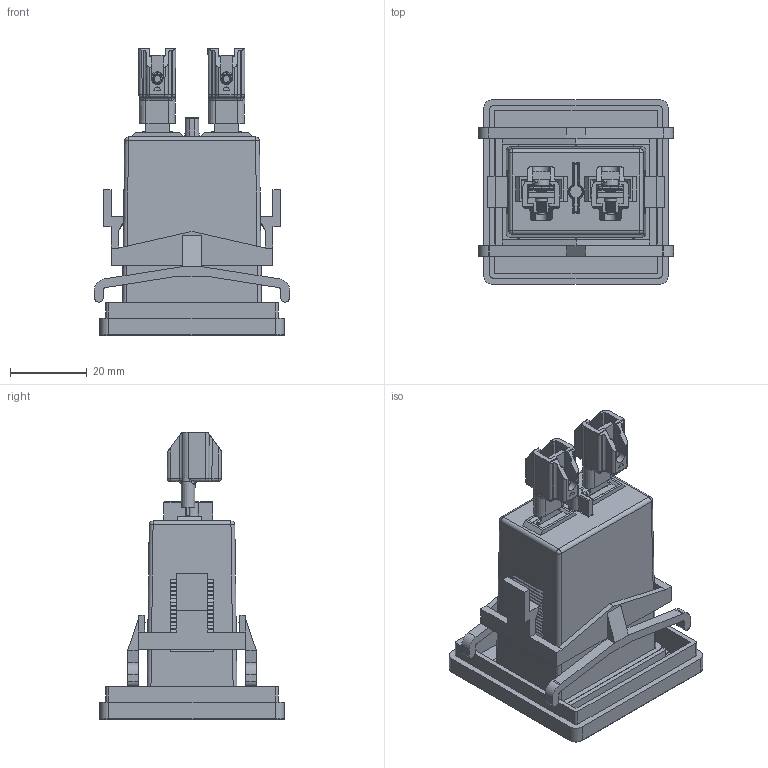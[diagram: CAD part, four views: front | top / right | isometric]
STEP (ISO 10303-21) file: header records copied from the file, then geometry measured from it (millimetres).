
FILE_DESCRIPTION( ( 'Unknown' ), '1' );
FILE_NAME( 'LA25F1_SQUARE BEZEL (22.08.23).stp', 'Unknown', ( 'Unknown' ), ( 'Unknown' ), 'PSStep 17.0.49', 'Unknown', ' ' );
FILE_SCHEMA( ( 'AUTOMOTIVE_DESIGN { 1 0 10303 214 1 1 1 1 }' ) );
Length unit declared in the file: millimetre
Products named in the file (10): Assem1; LE2201_ REV_ 05_BRASS_TERMINAL_HM36; LF1002 REV02 with digit ; TerminalCapLF1902 21042014_REV_07; LE2001_REV_03_TERMINAL_WASHER_PLAIN_HM36 02.10.2020; VE6001_REV04_SCREW_CHEESE_HEAD; CLIP RETAINING MODEL1; LF1009_REV_02_SQUARE_BEZEL_HM36 (WITH h); Solid_LF1003 HOUSING FOR BEZEL REV 06
Assembly tree (13 placements, depth 2):
  Assem1
    LE2201_ REV_ 05_BRASS_TERMINAL_HM36  x2
    LF1002 REV02 with digit 
    TerminalCapLF1902 21042014_REV_07  x2
    LE2001_REV_03_TERMINAL_WASHER_PLAIN_HM36 02.10.2020  x2
    VE6001_REV04_SCREW_CHEESE_HEAD  x2
    CLIP RETAINING MODEL1
    CLIP RETAINING MODEL1
    LF1009_REV_02_SQUARE_BEZEL_HM36 (WITH h)
    Solid_LF1003 HOUSING FOR BEZEL REV 06
Bounding box: 50.8 x 48 x 74.95 mm (x, y, z)
Volume: 52308.7 mm3; surface area: 26176 mm2
Topology: 13 solids, 13 shells, 1161 faces, 2986 edges, 1920 vertices
Faces by surface type: plane 720, cylinder 313, bspline 38, cone 28, torus 24, sphere 22, extrusion 16
Full cylindrical faces by diameter (mm): 0.05 x2, 1 x1, 1.5 x4, 1.8 x2, 2.05 x2, 2.5 x40, 2.6 x2, 3.2 x2, 4.1 x2
Entity records: 35980 total; most frequent: CARTESIAN_POINT 9669, ORIENTED_EDGE 4066, DIRECTION 3893, EDGE_CURVE 2033, VECTOR 1503, LINE 1488, VERTEX_POINT 1325, AXIS2_PLACEMENT_3D 1195
